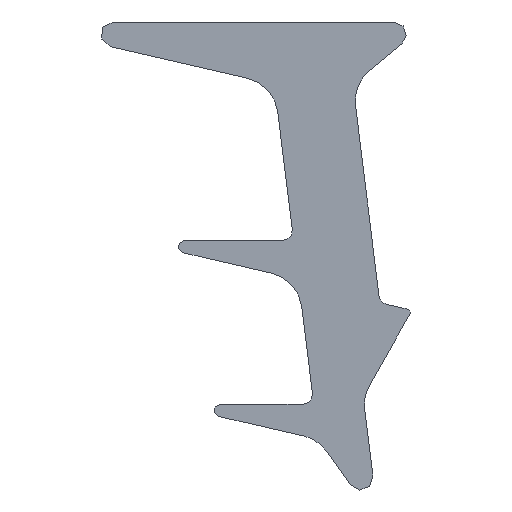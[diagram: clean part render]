
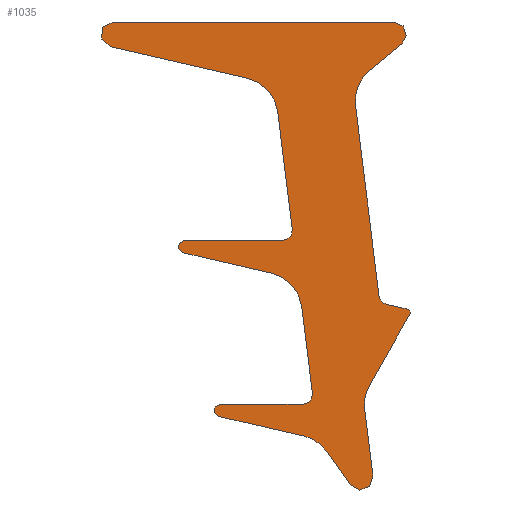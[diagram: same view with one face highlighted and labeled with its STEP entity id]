
A CAD part, front view. The second image highlights one B-rep face of the part: STEP entity #1035.
In plain terms, the highlighted planar face has unit normal (0, -1, 0).
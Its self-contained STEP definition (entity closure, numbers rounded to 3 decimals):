
#84=CARTESIAN_POINT('',(0.456,0.0,-9.209));
#85=VERTEX_POINT('',#84);
#92=CARTESIAN_POINT('',(0.52,0.0,-9.356));
#93=VERTEX_POINT('',#92);
#94=CARTESIAN_POINT('',(0.434,0.0,-9.306));
#95=DIRECTION('',(0.0,1.0,0.0));
#96=DIRECTION('',(0.916,0.0,0.402));
#97=AXIS2_PLACEMENT_3D('',#94,#95,#96);
#98=CIRCLE('',#97,0.1);
#99=EDGE_CURVE('',#85,#93,#98,.T.);
#352=CARTESIAN_POINT('',(-0.781,0.0,-11.64));
#353=VERTEX_POINT('',#352);
#354=CARTESIAN_POINT('',(-0.781,0.0,-11.64));
#355=DIRECTION('',(0.495,0.0,0.869));
#356=VECTOR('',#355,2.629);
#357=LINE('',#354,#356);
#358=EDGE_CURVE('',#353,#93,#357,.T.);
#375=CARTESIAN_POINT('',(-2.908,0.0,-12.247));
#376=VERTEX_POINT('',#375);
#377=CARTESIAN_POINT('',(-2.61,0.0,-11.91));
#378=VERTEX_POINT('',#377);
#379=CARTESIAN_POINT('',(-2.908,0.0,-11.947));
#380=DIRECTION('',(0.0,-1.0,0.0));
#381=DIRECTION('',(0.749,0.0,-0.662));
#382=AXIS2_PLACEMENT_3D('',#379,#380,#381);
#383=CIRCLE('',#382,0.3);
#384=EDGE_CURVE('',#376,#378,#383,.T.);
#408=CARTESIAN_POINT('',(-2.955,0.0,-9.116));
#409=VERTEX_POINT('',#408);
#410=CARTESIAN_POINT('',(-2.955,0.0,-9.116));
#411=DIRECTION('',(0.122,0.0,-0.992));
#412=VECTOR('',#411,2.816);
#413=LINE('',#410,#412);
#414=EDGE_CURVE('',#409,#378,#413,.T.);
#431=CARTESIAN_POINT('',(-3.555,0.0,-7.));
#432=VERTEX_POINT('',#431);
#433=CARTESIAN_POINT('',(-3.257,0.0,-6.663));
#434=VERTEX_POINT('',#433);
#435=CARTESIAN_POINT('',(-3.555,0.0,-6.7));
#436=DIRECTION('',(0.0,-1.0,0.0));
#437=DIRECTION('',(0.749,0.0,-0.662));
#438=AXIS2_PLACEMENT_3D('',#435,#436,#437);
#439=CIRCLE('',#438,0.3);
#440=EDGE_CURVE('',#432,#434,#439,.T.);
#464=CARTESIAN_POINT('',(-3.726,0.0,-2.869));
#465=VERTEX_POINT('',#464);
#466=CARTESIAN_POINT('',(-3.726,0.0,-2.869));
#467=DIRECTION('',(0.122,0.0,-0.992));
#468=VECTOR('',#467,3.823);
#469=LINE('',#466,#468);
#470=EDGE_CURVE('',#465,#434,#469,.T.);
#487=CARTESIAN_POINT('',(-0.476,0.0,-8.792));
#488=VERTEX_POINT('',#487);
#489=CARTESIAN_POINT('',(-0.245,0.0,-9.047));
#490=VERTEX_POINT('',#489);
#491=CARTESIAN_POINT('',(-0.178,0.0,-8.755));
#492=DIRECTION('',(0.0,-1.0,0.0));
#493=DIRECTION('',(-0.743,0.0,-0.67));
#494=AXIS2_PLACEMENT_3D('',#491,#492,#493);
#495=CIRCLE('',#494,0.3);
#496=EDGE_CURVE('',#488,#490,#495,.T.);
#522=CARTESIAN_POINT('',(0.456,0.0,-9.209));
#523=DIRECTION('',(-0.975,0.0,0.224));
#524=VECTOR('',#523,0.72);
#525=LINE('',#522,#524);
#526=EDGE_CURVE('',#85,#490,#525,.T.);
#536=CARTESIAN_POINT('',(-0.784,0.0,-1.563));
#537=VERTEX_POINT('',#536);
#538=CARTESIAN_POINT('',(-1.23,0.0,-2.682));
#539=VERTEX_POINT('',#538);
#540=CARTESIAN_POINT('',(0.011,0.0,-2.528));
#541=DIRECTION('',(0.0,-1.0,0.0));
#542=DIRECTION('',(-0.929,0.0,0.371));
#543=AXIS2_PLACEMENT_3D('',#540,#541,#542);
#544=CIRCLE('',#543,1.25);
#545=EDGE_CURVE('',#537,#539,#544,.T.);
#571=CARTESIAN_POINT('',(-0.476,0.0,-8.792));
#572=DIRECTION('',(-0.122,0.0,0.992));
#573=VECTOR('',#572,6.156);
#574=LINE('',#571,#573);
#575=EDGE_CURVE('',#488,#539,#574,.T.);
#585=CARTESIAN_POINT('',(-3.915,0.0,-8.05));
#586=VERTEX_POINT('',#585);
#587=CARTESIAN_POINT('',(-4.195,0.0,-9.269));
#588=DIRECTION('',(0.0,-1.0,0.0));
#589=DIRECTION('',(0.743,0.0,0.67));
#590=AXIS2_PLACEMENT_3D('',#587,#588,#589);
#591=CIRCLE('',#590,1.25);
#592=EDGE_CURVE('',#409,#586,#591,.T.);
#611=CARTESIAN_POINT('',(-6.763,0.0,-7.395));
#612=VERTEX_POINT('',#611);
#613=CARTESIAN_POINT('',(-6.763,0.0,-7.395));
#614=DIRECTION('',(0.975,0.0,-0.224));
#615=VECTOR('',#614,2.922);
#616=LINE('',#613,#615);
#617=EDGE_CURVE('',#612,#586,#616,.T.);
#634=CARTESIAN_POINT('',(-4.686,0.0,-1.804));
#635=VERTEX_POINT('',#634);
#636=CARTESIAN_POINT('',(-4.966,0.0,-3.022));
#637=DIRECTION('',(0.0,-1.0,0.0));
#638=DIRECTION('',(0.743,0.0,0.67));
#639=AXIS2_PLACEMENT_3D('',#636,#637,#638);
#640=CIRCLE('',#639,1.25);
#641=EDGE_CURVE('',#465,#635,#640,.T.);
#660=CARTESIAN_POINT('',(-9.09,0.0,-0.79));
#661=VERTEX_POINT('',#660);
#662=CARTESIAN_POINT('',(-9.09,0.0,-0.79));
#663=DIRECTION('',(0.975,0.0,-0.224));
#664=VECTOR('',#663,4.519);
#665=LINE('',#662,#664);
#666=EDGE_CURVE('',#661,#635,#665,.T.);
#683=CARTESIAN_POINT('',(-2.154,0.0,-13.762));
#684=VERTEX_POINT('',#683);
#685=CARTESIAN_POINT('',(-2.893,0.0,-13.268));
#686=VERTEX_POINT('',#685);
#687=CARTESIAN_POINT('',(-3.173,0.0,-14.486));
#688=DIRECTION('',(0.0,-1.0,0.0));
#689=DIRECTION('',(0.556,0.0,0.831));
#690=AXIS2_PLACEMENT_3D('',#687,#688,#689);
#691=CIRCLE('',#690,1.25);
#692=EDGE_CURVE('',#684,#686,#691,.T.);
#716=CARTESIAN_POINT('',(-5.611,0.0,-12.642));
#717=VERTEX_POINT('',#716);
#718=CARTESIAN_POINT('',(-5.611,0.0,-12.642));
#719=DIRECTION('',(0.975,0.0,-0.224));
#720=VECTOR('',#719,2.79);
#721=LINE('',#718,#720);
#722=EDGE_CURVE('',#717,#686,#721,.T.);
#739=CARTESIAN_POINT('',(-0.936,0.0,-12.412));
#740=VERTEX_POINT('',#739);
#741=CARTESIAN_POINT('',(0.305,0.0,-12.259));
#742=DIRECTION('',(0.0,-1.0,0.0));
#743=DIRECTION('',(-0.981,0.0,0.196));
#744=AXIS2_PLACEMENT_3D('',#741,#742,#743);
#745=CIRCLE('',#744,1.25);
#746=EDGE_CURVE('',#353,#740,#745,.T.);
#765=CARTESIAN_POINT('',(-0.672,0.0,-14.551));
#766=VERTEX_POINT('',#765);
#767=CARTESIAN_POINT('',(-0.672,0.0,-14.551));
#768=DIRECTION('',(-0.122,0.0,0.992));
#769=VECTOR('',#768,2.156);
#770=LINE('',#767,#769);
#771=EDGE_CURVE('',#766,#740,#770,.T.);
#788=CARTESIAN_POINT('',(-9.,0.0,0.0));
#789=VERTEX_POINT('',#788);
#790=CARTESIAN_POINT('',(-9.,0.0,-0.4));
#791=DIRECTION('',(0.0,-1.0,0.0));
#792=DIRECTION('',(0.224,0.0,0.975));
#793=AXIS2_PLACEMENT_3D('',#790,#791,#792);
#794=CIRCLE('',#793,0.4);
#795=EDGE_CURVE('',#789,#661,#794,.T.);
#815=CARTESIAN_POINT('',(-6.718,0.0,-7.));
#816=VERTEX_POINT('',#815);
#823=CARTESIAN_POINT('',(-3.555,0.0,-7.));
#824=DIRECTION('',(-1.0,0.0,0.0));
#825=VECTOR('',#824,3.163);
#826=LINE('',#823,#825);
#827=EDGE_CURVE('',#432,#816,#826,.T.);
#837=CARTESIAN_POINT('',(-6.718,0.0,-7.2));
#838=DIRECTION('',(0.0,-1.0,0.0));
#839=DIRECTION('',(0.224,0.0,0.975));
#840=AXIS2_PLACEMENT_3D('',#837,#838,#839);
#841=CIRCLE('',#840,0.2);
#842=EDGE_CURVE('',#816,#612,#841,.T.);
#857=CARTESIAN_POINT('',(-5.566,0.0,-12.247));
#858=VERTEX_POINT('',#857);
#865=CARTESIAN_POINT('',(-2.908,0.0,-12.247));
#866=DIRECTION('',(-1.0,0.0,0.0));
#867=VECTOR('',#866,2.659);
#868=LINE('',#865,#867);
#869=EDGE_CURVE('',#376,#858,#868,.T.);
#879=CARTESIAN_POINT('',(-5.566,0.0,-12.447));
#880=DIRECTION('',(0.0,-1.0,0.0));
#881=DIRECTION('',(0.224,0.0,0.975));
#882=AXIS2_PLACEMENT_3D('',#879,#880,#881);
#883=CIRCLE('',#882,0.2);
#884=EDGE_CURVE('',#858,#717,#883,.T.);
#899=CARTESIAN_POINT('',(-1.395,0.0,-14.832));
#900=VERTEX_POINT('',#899);
#907=CARTESIAN_POINT('',(-2.154,0.0,-13.762));
#908=DIRECTION('',(0.579,0.0,-0.815));
#909=VECTOR('',#908,1.311);
#910=LINE('',#907,#909);
#911=EDGE_CURVE('',#684,#900,#910,.T.);
#921=CARTESIAN_POINT('',(-1.069,0.0,-14.6));
#922=DIRECTION('',(0.0,-1.0,0.0));
#923=DIRECTION('',(-0.992,0.0,-0.122));
#924=AXIS2_PLACEMENT_3D('',#921,#922,#923);
#925=CIRCLE('',#924,0.4);
#926=EDGE_CURVE('',#900,#766,#925,.T.);
#941=CARTESIAN_POINT('',(0.254,0.0,-0.709));
#942=VERTEX_POINT('',#941);
#949=CARTESIAN_POINT('',(-0.784,0.0,-1.563));
#950=DIRECTION('',(0.772,0.0,0.636));
#951=VECTOR('',#950,1.345);
#952=LINE('',#949,#951);
#953=EDGE_CURVE('',#537,#942,#952,.T.);
#963=CARTESIAN_POINT('',(0.0,0.0,0.0));
#964=VERTEX_POINT('',#963);
#965=CARTESIAN_POINT('',(0.0,0.0,-0.4));
#966=DIRECTION('',(0.0,-1.0,0.0));
#967=DIRECTION('',(0.0,0.0,-1.0));
#968=AXIS2_PLACEMENT_3D('',#965,#966,#967);
#969=CIRCLE('',#968,0.4);
#970=EDGE_CURVE('',#942,#964,#969,.T.);
#988=CARTESIAN_POINT('',(0.0,0.0,0.0));
#989=DIRECTION('',(-1.0,0.0,0.0));
#990=VECTOR('',#989,9.);
#991=LINE('',#988,#990);
#992=EDGE_CURVE('',#964,#789,#991,.T.);
#1000=CARTESIAN_POINT('',(-3.335,0.0,-6.383));
#1001=DIRECTION('',(0.0,1.0,0.0));
#1002=DIRECTION('',(0.0,0.0,1.0));
#1003=AXIS2_PLACEMENT_3D('',#1000,#1001,#1002);
#1004=PLANE('',#1003);
#1005=ORIENTED_EDGE('',*,*,#99,.F.);
#1006=ORIENTED_EDGE('',*,*,#526,.T.);
#1007=ORIENTED_EDGE('',*,*,#496,.F.);
#1008=ORIENTED_EDGE('',*,*,#575,.T.);
#1009=ORIENTED_EDGE('',*,*,#545,.F.);
#1010=ORIENTED_EDGE('',*,*,#953,.T.);
#1011=ORIENTED_EDGE('',*,*,#970,.T.);
#1012=ORIENTED_EDGE('',*,*,#992,.T.);
#1013=ORIENTED_EDGE('',*,*,#795,.T.);
#1014=ORIENTED_EDGE('',*,*,#666,.T.);
#1015=ORIENTED_EDGE('',*,*,#641,.F.);
#1016=ORIENTED_EDGE('',*,*,#470,.T.);
#1017=ORIENTED_EDGE('',*,*,#440,.F.);
#1018=ORIENTED_EDGE('',*,*,#827,.T.);
#1019=ORIENTED_EDGE('',*,*,#842,.T.);
#1020=ORIENTED_EDGE('',*,*,#617,.T.);
#1021=ORIENTED_EDGE('',*,*,#592,.F.);
#1022=ORIENTED_EDGE('',*,*,#414,.T.);
#1023=ORIENTED_EDGE('',*,*,#384,.F.);
#1024=ORIENTED_EDGE('',*,*,#869,.T.);
#1025=ORIENTED_EDGE('',*,*,#884,.T.);
#1026=ORIENTED_EDGE('',*,*,#722,.T.);
#1027=ORIENTED_EDGE('',*,*,#692,.F.);
#1028=ORIENTED_EDGE('',*,*,#911,.T.);
#1029=ORIENTED_EDGE('',*,*,#926,.T.);
#1030=ORIENTED_EDGE('',*,*,#771,.T.);
#1031=ORIENTED_EDGE('',*,*,#746,.F.);
#1032=ORIENTED_EDGE('',*,*,#358,.T.);
#1033=EDGE_LOOP('',(#1005,#1006,#1007,#1008,#1009,#1010,#1011,#1012,#1013,#1014,#1015,#1016,#1017,#1018,#1019,#1020,#1021,#1022,#1023,#1024,#1025,#1026,#1027,#1028,#1029,#1030,#1031,#1032));
#1034=FACE_OUTER_BOUND('',#1033,.T.);
#1035=ADVANCED_FACE('',(#1034),#1004,.F.);
